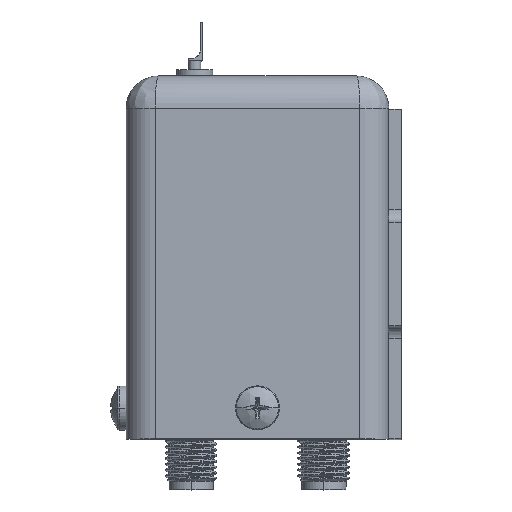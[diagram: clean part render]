
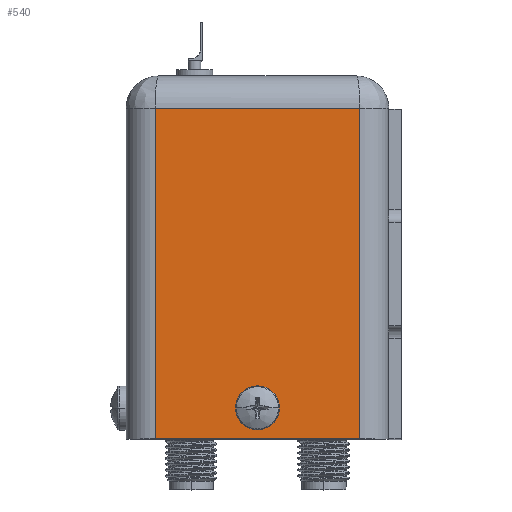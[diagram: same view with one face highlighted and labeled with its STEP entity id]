
A CAD part, top view. The second image highlights one B-rep face of the part: STEP entity #540.
In plain terms, the highlighted face is planar.
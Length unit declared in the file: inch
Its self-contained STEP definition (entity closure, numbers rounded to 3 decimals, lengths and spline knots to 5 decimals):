
#172 = DIRECTION ( 'NONE',  ( 0., 0., -1. ) ) ;
#222 = ORIENTED_EDGE ( 'NONE', *, *, #2126, .T. ) ;
#247 = CIRCLE ( 'NONE', #13130, 0.075 ) ;
#540 = ADVANCED_FACE ( 'NONE', ( #2052, #9370 ), #3003, .F. ) ;
#541 = ORIENTED_EDGE ( 'NONE', *, *, #9230, .F. ) ;
#557 = VERTEX_POINT ( 'NONE', #12790 ) ;
#629 = DIRECTION ( 'NONE',  ( 1., 0., 0. ) ) ;
#1014 = LINE ( 'NONE', #7159, #3468 ) ;
#1180 = CARTESIAN_POINT ( 'NONE',  ( 0.633, 1.75, -0.493 ) ) ;
#1592 = DIRECTION ( 'NONE',  ( -1., 0., 0. ) ) ;
#1956 = EDGE_LOOP ( 'NONE', ( #5491, #541 ) ) ;
#2052 = FACE_OUTER_BOUND ( 'NONE', #10754, .T. ) ;
#2126 = EDGE_CURVE ( 'NONE', #5220, #7528, #8434, .T. ) ;
#2661 = DIRECTION ( 'NONE',  ( 0., -1., 0. ) ) ;
#2953 = LINE ( 'NONE', #5017, #8695 ) ;
#2997 = ORIENTED_EDGE ( 'NONE', *, *, #5492, .F. ) ;
#3003 = PLANE ( 'NONE',  #11277 ) ;
#3468 = VECTOR ( 'NONE', #13467, 39.37008 ) ;
#3509 = CIRCLE ( 'NONE', #4836, 0.075 ) ;
#3845 = CARTESIAN_POINT ( 'NONE',  ( 0.633, 0., 0.493 ) ) ;
#4836 = AXIS2_PLACEMENT_3D ( 'NONE', #6413, #8387, #11610 ) ;
#5017 = CARTESIAN_POINT ( 'NONE',  ( 0.633, 1.75, 0.493 ) ) ;
#5142 = EDGE_CURVE ( 'NONE', #5220, #11242, #2953, .T. ) ;
#5220 = VERTEX_POINT ( 'NONE', #3845 ) ;
#5491 = ORIENTED_EDGE ( 'NONE', *, *, #9334, .F. ) ;
#5492 = EDGE_CURVE ( 'NONE', #11242, #13524, #1014, .T. ) ;
#5772 = DIRECTION ( 'NONE',  ( 0., 0., 1. ) ) ;
#6043 = ORIENTED_EDGE ( 'NONE', *, *, #5142, .F. ) ;
#6413 = CARTESIAN_POINT ( 'NONE',  ( 0.633, 0.15, 0. ) ) ;
#6721 = VERTEX_POINT ( 'NONE', #7087 ) ;
#6774 = CARTESIAN_POINT ( 'NONE',  ( 0.633, 1.75, -0.633 ) ) ;
#7087 = CARTESIAN_POINT ( 'NONE',  ( 0.633, 0.15, -0.075 ) ) ;
#7159 = CARTESIAN_POINT ( 'NONE',  ( 0.633, 1.594, -0.633 ) ) ;
#7198 = ORIENTED_EDGE ( 'NONE', *, *, #11319, .F. ) ;
#7528 = VERTEX_POINT ( 'NONE', #11900 ) ;
#7859 = LINE ( 'NONE', #1180, #9030 ) ;
#8387 = DIRECTION ( 'NONE',  ( 1., 0., 0. ) ) ;
#8434 = LINE ( 'NONE', #10502, #8652 ) ;
#8652 = VECTOR ( 'NONE', #172, 39.37008 ) ;
#8695 = VECTOR ( 'NONE', #9121, 39.37008 ) ;
#9030 = VECTOR ( 'NONE', #2661, 39.37008 ) ;
#9049 = CARTESIAN_POINT ( 'NONE',  ( 0.633, 1.594, -0.493 ) ) ;
#9121 = DIRECTION ( 'NONE',  ( 0., 1., 0. ) ) ;
#9230 = EDGE_CURVE ( 'NONE', #557, #6721, #247, .T. ) ;
#9334 = EDGE_CURVE ( 'NONE', #6721, #557, #3509, .T. ) ;
#9370 = FACE_BOUND ( 'NONE', #1956, .T. ) ;
#9533 = CARTESIAN_POINT ( 'NONE',  ( 0.633, 1.594, 0.493 ) ) ;
#10502 = CARTESIAN_POINT ( 'NONE',  ( 0.633, 0., 0. ) ) ;
#10754 = EDGE_LOOP ( 'NONE', ( #2997, #6043, #222, #7198 ) ) ;
#11145 = DIRECTION ( 'NONE',  ( 0., 0., -1. ) ) ;
#11242 = VERTEX_POINT ( 'NONE', #9533 ) ;
#11277 = AXIS2_PLACEMENT_3D ( 'NONE', #6774, #1592, #5772 ) ;
#11319 = EDGE_CURVE ( 'NONE', #13524, #7528, #7859, .T. ) ;
#11610 = DIRECTION ( 'NONE',  ( 0., 0., -1. ) ) ;
#11900 = CARTESIAN_POINT ( 'NONE',  ( 0.633, 0., -0.493 ) ) ;
#12790 = CARTESIAN_POINT ( 'NONE',  ( 0.633, 0.15, 0.075 ) ) ;
#13130 = AXIS2_PLACEMENT_3D ( 'NONE', #13207, #629, #11145 ) ;
#13207 = CARTESIAN_POINT ( 'NONE',  ( 0.633, 0.15, 0. ) ) ;
#13467 = DIRECTION ( 'NONE',  ( 0., 0., -1. ) ) ;
#13524 = VERTEX_POINT ( 'NONE', #9049 ) ;
